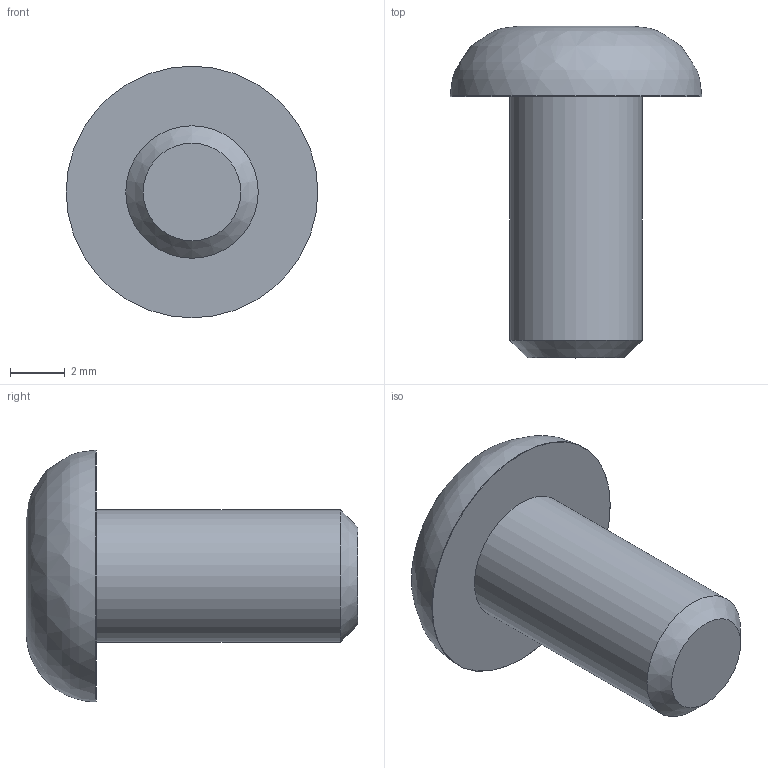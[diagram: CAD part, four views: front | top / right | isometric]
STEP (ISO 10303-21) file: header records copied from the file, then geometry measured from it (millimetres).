
FILE_DESCRIPTION(/* description */ (''),/* implementation_level */ '2;1');
FILE_NAME(/* name */ '10-32 x 0_375 BHCS.ipt.stp',/* time_stamp */ '2014-12-18T16:47:12-08:00',/* author */ ('Autodesk Inc.'),/* organization */ ('Autodesk Inc.'),/* preprocessor_version */ 'ST-DEVELOPER v15.6',/* originating_system */ 'Autodesk Inventor 2015',/* authorisation */ '');
FILE_SCHEMA (('AUTOMOTIVE_DESIGN { 1 0 10303 214 3 1 1 }'));
Length unit declared in the file: inch
Products named in the file (1): 10-32 x 0_375 BHCS
Bounding box: 9.17 x 12.09 x 9.17 mm (x, y, z)
Volume: 283.5 mm3; surface area: 338.1 mm2
Topology: 1 solids, 1 shells, 14 faces, 30 edges, 20 vertices
Faces by surface type: plane 10, cylinder 2, bspline 1, cone 1
Full cylindrical faces by diameter (mm): 4.826 x1, 9.169 x1
Entity records: 421 total; most frequent: CARTESIAN_POINT 90, DIRECTION 62, ORIENTED_EDGE 54, EDGE_CURVE 27, AXIS2_PLACEMENT_3D 22, VERTEX_POINT 20, EDGE_LOOP 19, LINE 18
